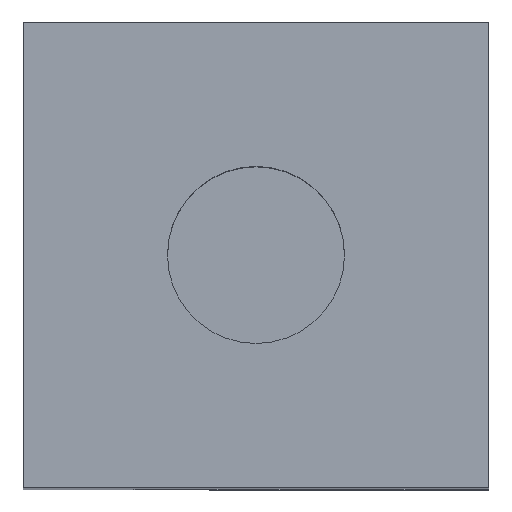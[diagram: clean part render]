
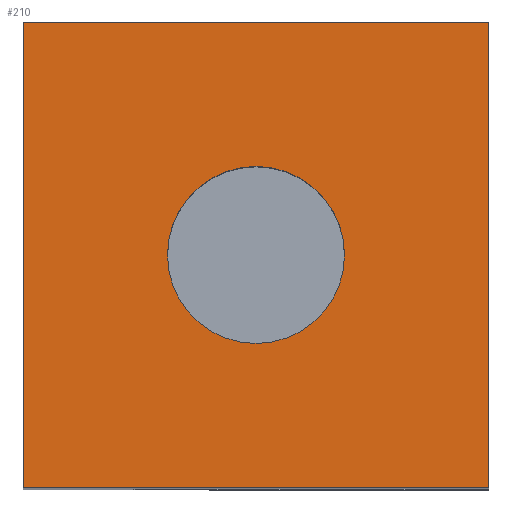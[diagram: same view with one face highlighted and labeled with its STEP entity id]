
A CAD part, top view. The second image highlights one B-rep face of the part: STEP entity #210.
In plain terms, the highlighted planar face has unit normal (0, 0, 1).
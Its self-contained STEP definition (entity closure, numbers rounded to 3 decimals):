
#17=FACE_BOUND('',#44,.T.);
#22=PLANE('',#240);
#31=FACE_OUTER_BOUND('',#43,.T.);
#43=EDGE_LOOP('',(#159,#160,#161,#162));
#44=EDGE_LOOP('',(#163));
#60=LINE('',#333,#79);
#61=LINE('',#336,#80);
#62=LINE('',#338,#81);
#63=LINE('',#339,#82);
#79=VECTOR('',#273,10.);
#80=VECTOR('',#276,10.);
#81=VECTOR('',#277,10.);
#82=VECTOR('',#278,10.);
#93=CIRCLE('',#234,4.75);
#100=VERTEX_POINT('',#313);
#103=VERTEX_POINT('',#321);
#108=VERTEX_POINT('',#331);
#109=VERTEX_POINT('',#335);
#110=VERTEX_POINT('',#337);
#119=EDGE_CURVE('',#100,#100,#93,.T.);
#128=EDGE_CURVE('',#108,#103,#60,.T.);
#129=EDGE_CURVE('',#103,#109,#61,.T.);
#130=EDGE_CURVE('',#110,#108,#62,.T.);
#131=EDGE_CURVE('',#110,#109,#63,.T.);
#159=ORIENTED_EDGE('',*,*,#129,.F.);
#160=ORIENTED_EDGE('',*,*,#128,.F.);
#161=ORIENTED_EDGE('',*,*,#130,.F.);
#162=ORIENTED_EDGE('',*,*,#131,.T.);
#163=ORIENTED_EDGE('',*,*,#119,.T.);
#210=ADVANCED_FACE('',(#31,#17),#22,.T.);
#234=AXIS2_PLACEMENT_3D('',#314,#256,#257);
#240=AXIS2_PLACEMENT_3D('',#334,#274,#275);
#256=DIRECTION('center_axis',(0.,0.,-1.));
#257=DIRECTION('ref_axis',(1.,0.,0.));
#273=DIRECTION('',(1.,0.,0.));
#274=DIRECTION('center_axis',(0.,0.,1.));
#275=DIRECTION('ref_axis',(1.,0.,0.));
#276=DIRECTION('',(0.,-1.,0.));
#277=DIRECTION('',(0.,1.,0.));
#278=DIRECTION('',(1.,0.,0.));
#313=CARTESIAN_POINT('',(-17.25,12.5,40.));
#314=CARTESIAN_POINT('Origin',(-12.5,12.5,40.));
#321=CARTESIAN_POINT('',(0.,25.,40.));
#331=CARTESIAN_POINT('',(-25.,25.,40.));
#333=CARTESIAN_POINT('',(-25.,25.,40.));
#334=CARTESIAN_POINT('Origin',(-25.,0.,40.));
#335=CARTESIAN_POINT('',(0.,0.,40.));
#336=CARTESIAN_POINT('',(0.,6.25,40.));
#337=CARTESIAN_POINT('',(-25.,0.,40.));
#338=CARTESIAN_POINT('',(-25.,0.,40.));
#339=CARTESIAN_POINT('',(-25.,0.,40.));
